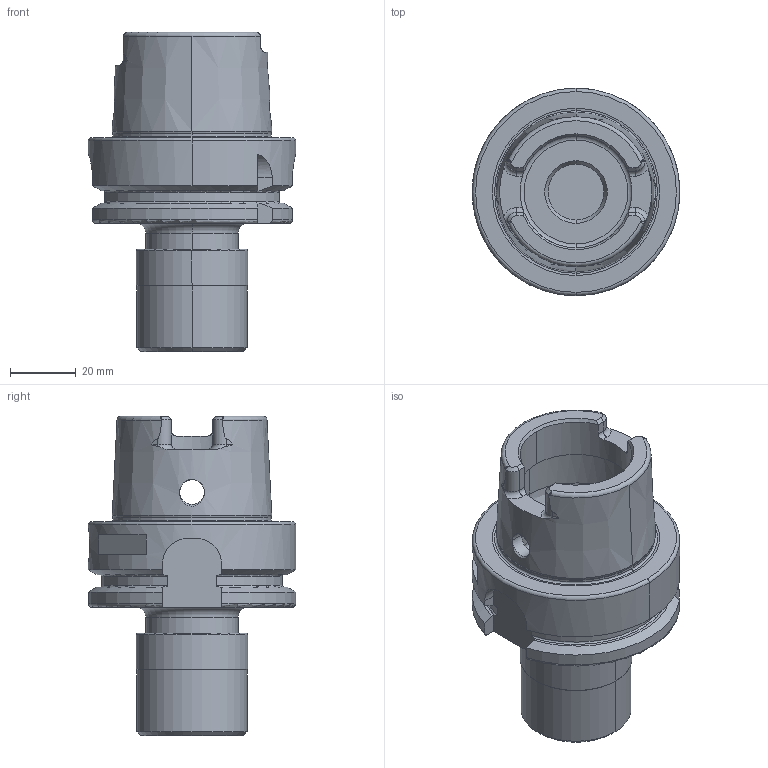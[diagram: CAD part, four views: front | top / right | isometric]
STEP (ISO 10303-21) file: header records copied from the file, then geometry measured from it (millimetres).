
FILE_DESCRIPTION((''),'2;1');
FILE_NAME('A63_16_12_1','2020-07-30T',('103090'),(''),'CREO PARAMETRIC BY PTC INC, 2016260','CREO PARAMETRIC BY PTC INC, 2016260','');
FILE_SCHEMA(('CONFIG_CONTROL_DESIGN'));
Length unit declared in the file: millimetre
Products named in the file (1): A63_16_12_1
Bounding box: 63 x 63 x 97 mm (x, y, z)
Volume: 104910.7 mm3; surface area: 30020.9 mm2
Topology: 1 solids, 2 shells, 208 faces, 520 edges, 318 vertices
Faces by surface type: plane 60, cylinder 59, torus 45, cone 38, sphere 6
Entity records: 6967 total; most frequent: CARTESIAN_POINT 2009, DIRECTION 1063, ORIENTED_EDGE 1024, EDGE_CURVE 512, AXIS2_PLACEMENT_3D 446, VERTEX_POINT 318, CIRCLE 235, EDGE_LOOP 224
